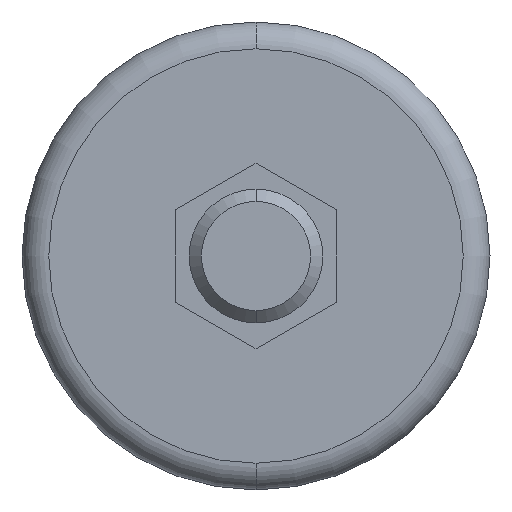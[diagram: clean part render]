
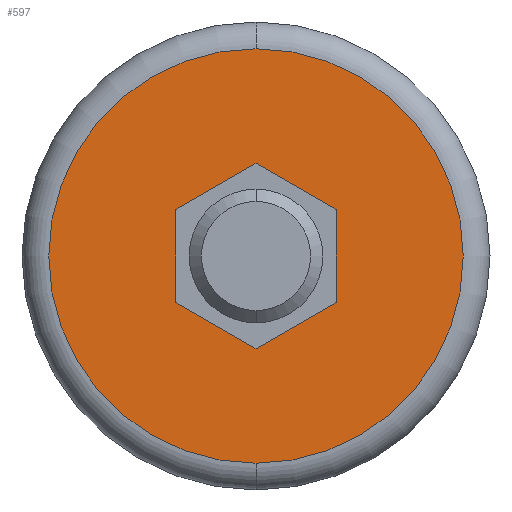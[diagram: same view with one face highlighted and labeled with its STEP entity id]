
A CAD part, front view. The second image highlights one B-rep face of the part: STEP entity #597.
In plain terms, the highlighted planar face has unit normal (0, -1, 0).
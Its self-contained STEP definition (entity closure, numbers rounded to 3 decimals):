
#2 = DIRECTION ( 'NONE',  ( 0., 1., 0. ) ) ;
#41 = DIRECTION ( 'NONE',  ( 1., 0., 0. ) ) ;
#73 = CIRCLE ( 'NONE', #420, 15.5 ) ;
#112 = VERTEX_POINT ( 'NONE', #484 ) ;
#128 = CIRCLE ( 'NONE', #181, 15.5 ) ;
#131 = AXIS2_PLACEMENT_3D ( 'NONE', #616, #295, #41 ) ;
#136 = DIRECTION ( 'NONE',  ( 0., 0., -1. ) ) ;
#158 = CARTESIAN_POINT ( 'NONE',  ( 0., 34., 0. ) ) ;
#174 = EDGE_LOOP ( 'NONE', ( #556, #177 ) ) ;
#177 = ORIENTED_EDGE ( 'NONE', *, *, #644, .F. ) ;
#181 = AXIS2_PLACEMENT_3D ( 'NONE', #329, #439, #136 ) ;
#195 = FACE_OUTER_BOUND ( 'NONE', #174, .T. ) ;
#258 = DIRECTION ( 'NONE',  ( 0., 0., -1. ) ) ;
#295 = DIRECTION ( 'NONE',  ( 0., -1., 0. ) ) ;
#324 = VERTEX_POINT ( 'NONE', #657 ) ;
#329 = CARTESIAN_POINT ( 'NONE',  ( 0., 34., 0. ) ) ;
#406 = PLANE ( 'NONE',  #131 ) ;
#410 = EDGE_CURVE ( 'NONE', #324, #112, #128, .T. ) ;
#420 = AXIS2_PLACEMENT_3D ( 'NONE', #158, #2, #258 ) ;
#439 = DIRECTION ( 'NONE',  ( 0., 1., 0. ) ) ;
#484 = CARTESIAN_POINT ( 'NONE',  ( 0., 34., 15.5 ) ) ;
#556 = ORIENTED_EDGE ( 'NONE', *, *, #410, .F. ) ;
#597 = ADVANCED_FACE ( 'PLANAR_1', ( #195 ), #406, .T. ) ;
#616 = CARTESIAN_POINT ( 'NONE',  ( 0., 34., -15.5 ) ) ;
#644 = EDGE_CURVE ( 'NONE', #112, #324, #73, .T. ) ;
#657 = CARTESIAN_POINT ( 'NONE',  ( 0., 34., -15.5 ) ) ;
